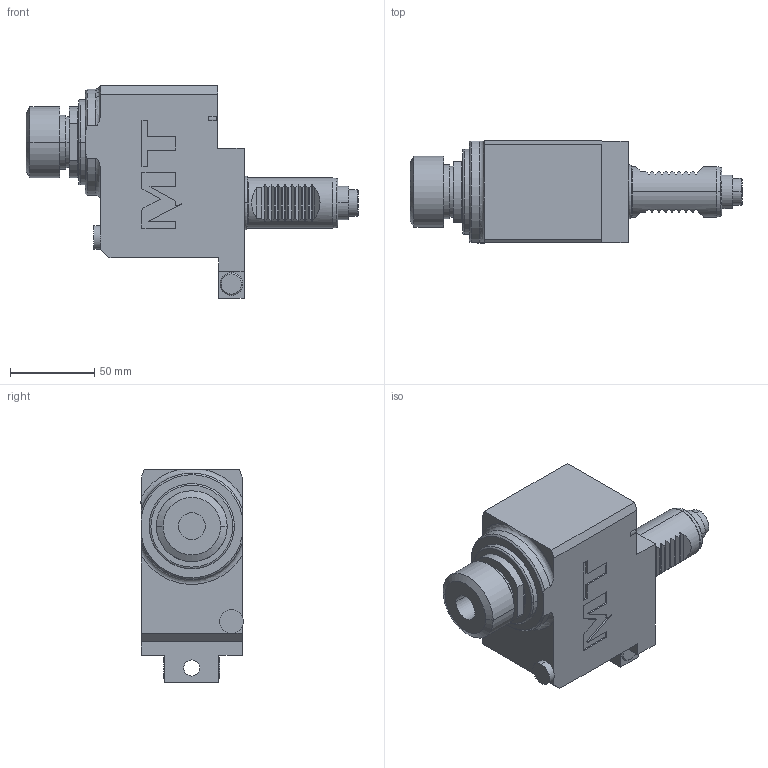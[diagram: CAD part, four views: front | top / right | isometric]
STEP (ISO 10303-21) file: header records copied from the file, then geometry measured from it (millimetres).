
FILE_DESCRIPTION((''),'2;1');
FILE_NAME('SAU0105225_CONF','2025-01-10T14:07:51',('fpalella'),('M.T. srl'),'CREO PARAMETRIC BY PTC INC, 2023352','CREO PARAMETRIC BY PTC INC, 2023352','');
FILE_SCHEMA(('CONFIG_CONTROL_DESIGN'));
Length unit declared in the file: millimetre
Products named in the file (1): SAU0105225_CONF
Bounding box: 196.66 x 60.75 x 126 mm (x, y, z)
Volume: 606368.1 mm3; surface area: 58623.6 mm2
Topology: 1 solids, 1 shells, 251 faces, 643 edges, 418 vertices
Faces by surface type: plane 151, cylinder 58, cone 22, torus 16, extrusion 4
Entity records: 8140 total; most frequent: CARTESIAN_POINT 2100, ORIENTED_EDGE 1286, DIRECTION 1169, EDGE_CURVE 643, VERTEX_POINT 418, AXIS2_PLACEMENT_3D 394, VECTOR 381, LINE 377
